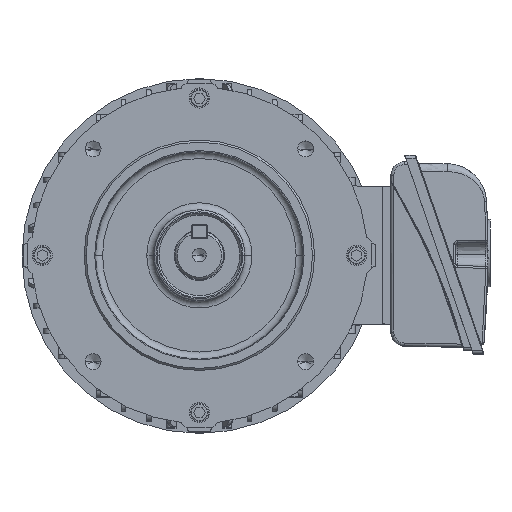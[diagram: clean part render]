
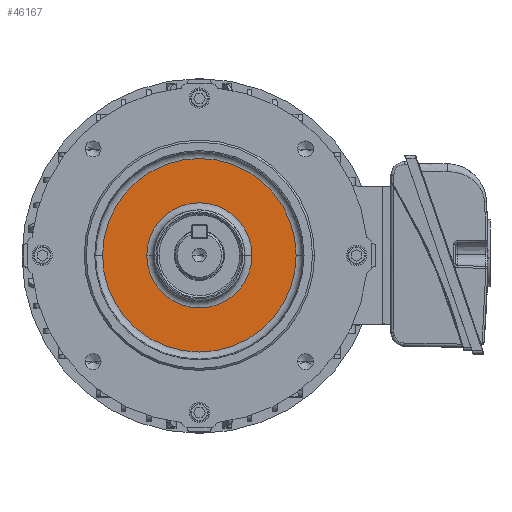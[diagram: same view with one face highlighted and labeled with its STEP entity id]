
A CAD part, top view. The second image highlights one B-rep face of the part: STEP entity #46167.
In plain terms, the highlighted planar face has unit normal (0, 0, 1).
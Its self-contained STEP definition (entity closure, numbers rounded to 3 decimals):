
#1153 = DIRECTION ( 'NONE',  ( 1., 0., 0. ) ) ;
#1409 = CARTESIAN_POINT ( 'NONE',  ( 0., 0., 0. ) ) ;
#2632 = DIRECTION ( 'NONE',  ( 0., 0., 1. ) ) ;
#3478 = EDGE_LOOP ( 'NONE', ( #27494, #21848 ) ) ;
#3526 = CARTESIAN_POINT ( 'NONE',  ( 48.018, 0., 0. ) ) ;
#4021 = AXIS2_PLACEMENT_3D ( 'NONE', #40927, #2632, #6196 ) ;
#4280 = FACE_BOUND ( 'NONE', #30592, .T. ) ;
#4375 = CARTESIAN_POINT ( 'NONE',  ( 0., 0., 0. ) ) ;
#6196 = DIRECTION ( 'NONE',  ( 1., 0., 0. ) ) ;
#9243 = ORIENTED_EDGE ( 'NONE', *, *, #45263, .F. ) ;
#11423 = VERTEX_POINT ( 'NONE', #31961 ) ;
#12133 = DIRECTION ( 'NONE',  ( -1., 0., 0. ) ) ;
#15585 = DIRECTION ( 'NONE',  ( 1., 0., 0. ) ) ;
#17337 = VERTEX_POINT ( 'NONE', #45775 ) ;
#19336 = DIRECTION ( 'NONE',  ( 1., 0., 0. ) ) ;
#19880 = CIRCLE ( 'NONE', #46582, 26.083 ) ;
#21426 = CARTESIAN_POINT ( 'NONE',  ( -26.083, 0., 0. ) ) ;
#21848 = ORIENTED_EDGE ( 'NONE', *, *, #35517, .T. ) ;
#22014 = AXIS2_PLACEMENT_3D ( 'NONE', #1409, #29057, #1153 ) ;
#27494 = ORIENTED_EDGE ( 'NONE', *, *, #49979, .T. ) ;
#29057 = DIRECTION ( 'NONE',  ( 0., 0., 1. ) ) ;
#29179 = EDGE_CURVE ( 'NONE', #49964, #11423, #33659, .T. ) ;
#30592 = EDGE_LOOP ( 'NONE', ( #9243, #34623 ) ) ;
#31270 = AXIS2_PLACEMENT_3D ( 'NONE', #46848, #39756, #12133 ) ;
#31961 = CARTESIAN_POINT ( 'NONE',  ( 26.083, 0., 0. ) ) ;
#33659 = CIRCLE ( 'NONE', #45748, 26.083 ) ;
#34623 = ORIENTED_EDGE ( 'NONE', *, *, #29179, .F. ) ;
#35517 = EDGE_CURVE ( 'NONE', #17337, #36250, #47723, .T. ) ;
#35716 = FACE_OUTER_BOUND ( 'NONE', #3478, .T. ) ;
#36250 = VERTEX_POINT ( 'NONE', #3526 ) ;
#38216 = CIRCLE ( 'NONE', #22014, 48.018 ) ;
#38663 = DIRECTION ( 'NONE',  ( 0., 0., 1. ) ) ;
#39756 = DIRECTION ( 'NONE',  ( 0., 0., -1. ) ) ;
#40927 = CARTESIAN_POINT ( 'NONE',  ( 0., 0., 0. ) ) ;
#42407 = DIRECTION ( 'NONE',  ( 0., 0., 1. ) ) ;
#43448 = CARTESIAN_POINT ( 'NONE',  ( 0., 0., 0. ) ) ;
#43555 = PLANE ( 'NONE',  #31270 ) ;
#45263 = EDGE_CURVE ( 'NONE', #11423, #49964, #19880, .T. ) ;
#45748 = AXIS2_PLACEMENT_3D ( 'NONE', #43448, #38663, #15585 ) ;
#45775 = CARTESIAN_POINT ( 'NONE',  ( -48.018, 0., 0. ) ) ;
#46167 = ADVANCED_FACE ( 'NONE', ( #4280, #35716 ), #43555, .F. ) ;
#46582 = AXIS2_PLACEMENT_3D ( 'NONE', #4375, #42407, #19336 ) ;
#46848 = CARTESIAN_POINT ( 'NONE',  ( 0., 26.083, 0. ) ) ;
#47723 = CIRCLE ( 'NONE', #4021, 48.018 ) ;
#49964 = VERTEX_POINT ( 'NONE', #21426 ) ;
#49979 = EDGE_CURVE ( 'NONE', #36250, #17337, #38216, .T. ) ;
